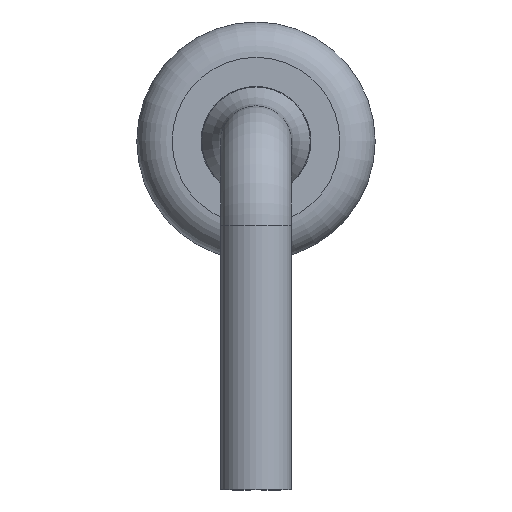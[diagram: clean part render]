
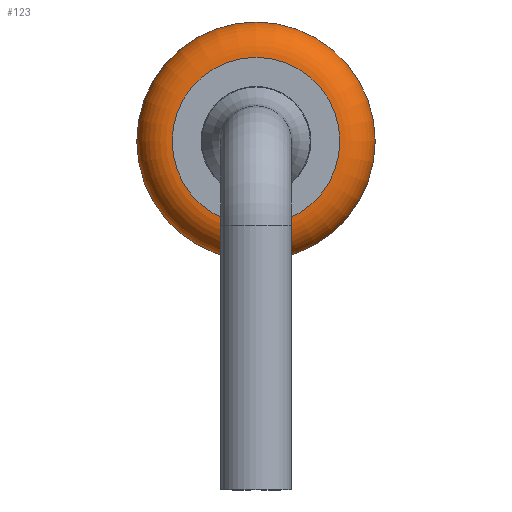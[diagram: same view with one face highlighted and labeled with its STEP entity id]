
A CAD part, left-side view. The second image highlights one B-rep face of the part: STEP entity #123.
In plain terms, the highlighted toroidal (fillet/blend) face has major radius 0.95 mm and minor radius 0.4 mm.
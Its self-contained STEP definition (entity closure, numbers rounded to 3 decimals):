
#123=ADVANCED_FACE('',(#321,#323),#325,.T.);
#321=FACE_OUTER_BOUND('',#322,.T.);
#322=EDGE_LOOP('',(#472));
#323=FACE_OUTER_BOUND('',#324,.T.);
#324=EDGE_LOOP('',(#473));
#325=TOROIDAL_SURFACE('',#326,0.95,0.4);
#326=AXIS2_PLACEMENT_3D('',#327,#328,#329);
#327=CARTESIAN_POINT('',(-2.1,0.,1.45));
#328=DIRECTION('',(1.,-0.,-0.));
#329=DIRECTION('',(0.,0.,-1.));
#472=ORIENTED_EDGE('',*,*,#506,.F.);
#473=ORIENTED_EDGE('',*,*,#508,.T.);
#506=EDGE_CURVE('',#530,#530,#531,.T.);
#508=EDGE_CURVE('',#534,#534,#535,.T.);
#530=VERTEX_POINT('',#582);
#531=CIRCLE('',#583,1.35);
#534=VERTEX_POINT('',#592);
#535=CIRCLE('',#593,0.95);
#582=CARTESIAN_POINT('',(-2.1,0.,0.1));
#583=AXIS2_PLACEMENT_3D('',#584,#585,#586);
#584=CARTESIAN_POINT('',(-2.1,0.,1.45));
#585=DIRECTION('',(1.,-0.,0.));
#586=DIRECTION('',(0.,0.,-1.));
#592=CARTESIAN_POINT('',(-2.5,0.,0.5));
#593=AXIS2_PLACEMENT_3D('',#594,#595,#596);
#594=CARTESIAN_POINT('',(-2.5,0.,1.45));
#595=DIRECTION('',(1.,-0.,-0.));
#596=DIRECTION('',(0.,0.,-1.));
